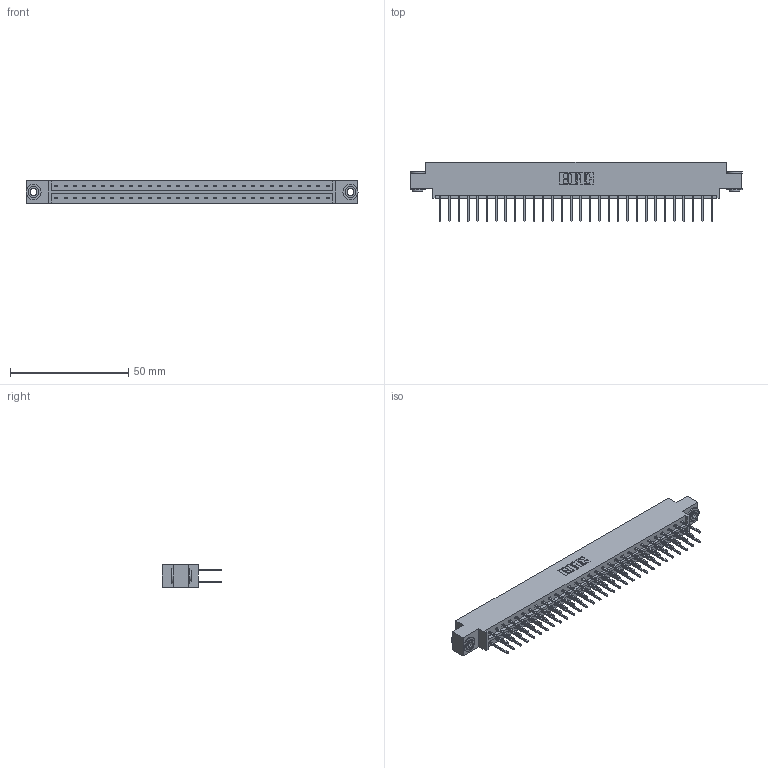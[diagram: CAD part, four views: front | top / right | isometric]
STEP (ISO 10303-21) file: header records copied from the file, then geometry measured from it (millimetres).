
FILE_DESCRIPTION (( 'STEP AP203' ), '1' );
FILE_NAME ('833-060-523-803.STEP', '2020-06-05T02:08:24', ( '' ), ( '' ), 'SwSTEP 2.0', 'SolidWorks 2020', '' );
FILE_SCHEMA (( 'CONFIG_CONTROL_DESIGN' ));
Length unit declared in the file: inch
Products named in the file (4): 345-250-002_345-250-002-102; 833 Part_Offset - .156 Dia - TH; 345-292-001_345-293-123; 833-060-523-803
Assembly tree (63 placements, depth 2):
  833-060-523-803
    833 Part_Offset - .156 Dia - TH
    345-292-001_345-293-123  x60
    345-250-002_345-250-002-102  x2
Bounding box: 140.41 x 25.15 x 9.4 mm (x, y, z)
Volume: 14137.6 mm3; surface area: 17608.9 mm2
Topology: 63 solids, 63 shells, 3276 faces, 9699 edges, 6382 vertices
Faces by surface type: plane 2244, cylinder 1024, cone 8
Entity records: 21652 total; most frequent: CARTESIAN_POINT 3581, ORIENTED_EDGE 3510, DIRECTION 3113, EDGE_CURVE 1755, VECTOR 1603, LINE 1603, VERTEX_POINT 1166, AXIS2_PLACEMENT_3D 755
